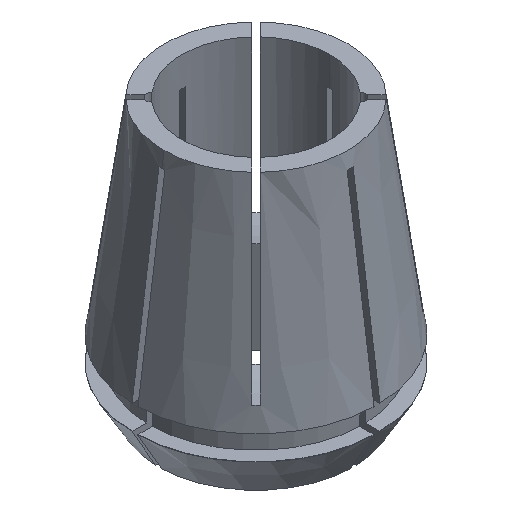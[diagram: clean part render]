
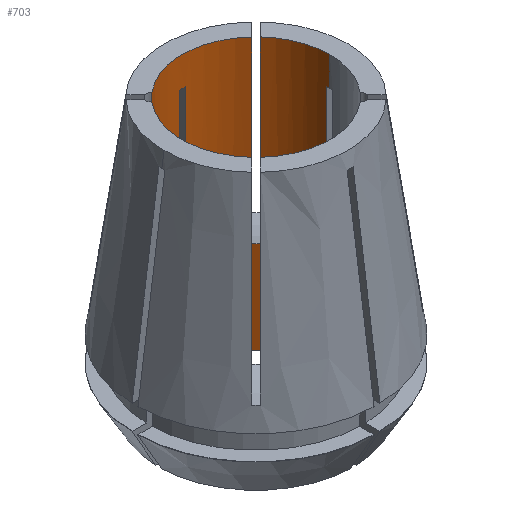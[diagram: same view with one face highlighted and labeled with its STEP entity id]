
A CAD part, isometric view. The second image highlights one B-rep face of the part: STEP entity #703.
In plain terms, the highlighted cylindrical face has radius 12.5 mm (diameter 25 mm), a partial arc.
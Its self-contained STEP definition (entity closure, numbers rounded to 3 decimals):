
#7 = VERTEX_POINT ( 'NONE', #1890 ) ;
#33 = VECTOR ( 'NONE', #904, 1000. ) ;
#58 = CARTESIAN_POINT ( 'NONE',  ( 0., 0., 0. ) ) ;
#62 = CARTESIAN_POINT ( 'NONE',  ( 12.5, 0., 0. ) ) ;
#137 = DIRECTION ( 'NONE',  ( 0., 0., -1. ) ) ;
#155 = DIRECTION ( 'NONE',  ( 0., 0., 1. ) ) ;
#194 = VERTEX_POINT ( 'NONE', #1727 ) ;
#210 = DIRECTION ( 'NONE',  ( 0., 0., 1. ) ) ;
#212 = CARTESIAN_POINT ( 'NONE',  ( 12.5, 0., -4.977 ) ) ;
#218 = CARTESIAN_POINT ( 'NONE',  ( 8.478, 9.185, -30.358 ) ) ;
#225 = VERTEX_POINT ( 'NONE', #212 ) ;
#232 = DIRECTION ( 'NONE',  ( 1., 0., 0. ) ) ;
#241 = CIRCLE ( 'NONE', #1877, 12.5 ) ;
#244 = EDGE_CURVE ( 'NONE', #1391, #1655, #241, .T. ) ;
#260 = DIRECTION ( 'NONE',  ( 1., 0., 0. ) ) ;
#265 = DIRECTION ( 'NONE',  ( 0., 0., 1. ) ) ;
#268 = VERTEX_POINT ( 'NONE', #2115 ) ;
#288 = DIRECTION ( 'NONE',  ( 1., 0., 0. ) ) ;
#289 = CARTESIAN_POINT ( 'NONE',  ( 12.5, 0.083, -4.977 ) ) ;
#304 = CARTESIAN_POINT ( 'NONE',  ( 9.073, 8.6, -30.36 ) ) ;
#357 = VECTOR ( 'NONE', #803, 1000. ) ;
#387 = CARTESIAN_POINT ( 'NONE',  ( -0.5, 12.49, -4.985 ) ) ;
#400 = CARTESIAN_POINT ( 'NONE',  ( 8.478, 9.185, 0. ) ) ;
#402 = CARTESIAN_POINT ( 'NONE',  ( 12.5, 0., -4.977 ) ) ;
#406 = LINE ( 'NONE', #1907, #357 ) ;
#418 = CARTESIAN_POINT ( 'NONE',  ( 9.185, 8.478, -30.358 ) ) ;
#434 = AXIS2_PLACEMENT_3D ( 'NONE', #58, #1604, #260 ) ;
#459 = VECTOR ( 'NONE', #1344, 1000. ) ;
#462 = CARTESIAN_POINT ( 'NONE',  ( 0.5, 12.49, -4.985 ) ) ;
#514 = ORIENTED_EDGE ( 'NONE', *, *, #1359, .T. ) ;
#545 = CARTESIAN_POINT ( 'NONE',  ( 0., 0., -46. ) ) ;
#588 = VECTOR ( 'NONE', #137, 1000. ) ;
#633 = EDGE_LOOP ( 'NONE', ( #1621, #514, #1551, #1128, #1016, #1665, #1931, #1398, #1550, #774, #751, #1547, #1154, #1318 ) ) ;
#654 = CARTESIAN_POINT ( 'NONE',  ( 0., 0., 0. ) ) ;
#698 = B_SPLINE_CURVE_WITH_KNOTS ( 'NONE', 3,
 ( #462, #966, #1964, #807 ),
 .UNSPECIFIED., .F., .F.,
 ( 4, 4 ),
 ( 0., 0.001 ),
 .UNSPECIFIED. ) ;
#703 = ADVANCED_FACE ( 'NONE', ( #762 ), #848, .F. ) ;
#751 = ORIENTED_EDGE ( 'NONE', *, *, #1566, .F. ) ;
#762 = FACE_OUTER_BOUND ( 'NONE', #633, .T. ) ;
#766 = EDGE_CURVE ( 'NONE', #2121, #1474, #406, .T. ) ;
#774 = ORIENTED_EDGE ( 'NONE', *, *, #766, .T. ) ;
#782 = CARTESIAN_POINT ( 'NONE',  ( 12.49, 0.5, -46. ) ) ;
#790 = CARTESIAN_POINT ( 'NONE',  ( 12.49, 0.5, -4.985 ) ) ;
#797 = CIRCLE ( 'NONE', #1413, 12.5 ) ;
#803 = DIRECTION ( 'NONE',  ( 0., 0., 1. ) ) ;
#807 = CARTESIAN_POINT ( 'NONE',  ( -0.5, 12.49, -4.985 ) ) ;
#809 = EDGE_CURVE ( 'NONE', #2049, #1014, #1808, .T. ) ;
#827 = CARTESIAN_POINT ( 'NONE',  ( 8.478, 9.185, 0. ) ) ;
#832 = CARTESIAN_POINT ( 'NONE',  ( 8.721, 8.957, -30.361 ) ) ;
#842 = LINE ( 'NONE', #1178, #459 ) ;
#848 = CYLINDRICAL_SURFACE ( 'NONE', #2022, 12.5 ) ;
#856 = EDGE_CURVE ( 'NONE', #1228, #7, #893, .T. ) ;
#858 = LINE ( 'NONE', #62, #2172 ) ;
#875 = CARTESIAN_POINT ( 'NONE',  ( 0., 0., 0. ) ) ;
#893 = CIRCLE ( 'NONE', #1177, 12.5 ) ;
#894 = DIRECTION ( 'NONE',  ( 0., 0., 1. ) ) ;
#904 = DIRECTION ( 'NONE',  ( 0., 0., -1. ) ) ;
#940 = CARTESIAN_POINT ( 'NONE',  ( 8.601, 9.072, -30.36 ) ) ;
#954 = CARTESIAN_POINT ( 'NONE',  ( 9.185, 8.478, 0. ) ) ;
#966 = CARTESIAN_POINT ( 'NONE',  ( 0.167, 12.503, -4.974 ) ) ;
#978 = CARTESIAN_POINT ( 'NONE',  ( 12.49, 0.5, 0. ) ) ;
#996 = EDGE_CURVE ( 'NONE', #268, #1014, #1189, .T. ) ;
#1002 = CARTESIAN_POINT ( 'NONE',  ( 9.185, 8.478, -30.358 ) ) ;
#1014 = VERTEX_POINT ( 'NONE', #1002 ) ;
#1016 = ORIENTED_EDGE ( 'NONE', *, *, #809, .F. ) ;
#1048 = DIRECTION ( 'NONE',  ( 0., 0., -1. ) ) ;
#1128 = ORIENTED_EDGE ( 'NONE', *, *, #996, .T. ) ;
#1131 = B_SPLINE_CURVE_WITH_KNOTS ( 'NONE', 3,
 ( #402, #289, #1308, #1916, #1938 ),
 .UNSPECIFIED., .F., .F.,
 ( 4, 1, 4 ),
 ( 0.079, 0.079, 0.08 ),
 .UNSPECIFIED. ) ;
#1154 = ORIENTED_EDGE ( 'NONE', *, *, #244, .F. ) ;
#1167 = VERTEX_POINT ( 'NONE', #1740 ) ;
#1177 = AXIS2_PLACEMENT_3D ( 'NONE', #654, #265, #232 ) ;
#1178 = CARTESIAN_POINT ( 'NONE',  ( 0.5, 12.49, 0. ) ) ;
#1189 = LINE ( 'NONE', #954, #33 ) ;
#1201 = EDGE_CURVE ( 'NONE', #225, #1202, #1131, .T. ) ;
#1202 = VERTEX_POINT ( 'NONE', #790 ) ;
#1227 = CARTESIAN_POINT ( 'NONE',  ( 8.957, 8.72, -30.361 ) ) ;
#1228 = VERTEX_POINT ( 'NONE', #827 ) ;
#1247 = EDGE_CURVE ( 'NONE', #1202, #1391, #1499, .T. ) ;
#1251 = EDGE_CURVE ( 'NONE', #2121, #1670, #797, .T. ) ;
#1306 = DIRECTION ( 'NONE',  ( 1., 0., 0. ) ) ;
#1308 = CARTESIAN_POINT ( 'NONE',  ( 12.498, 0.25, -4.979 ) ) ;
#1318 = ORIENTED_EDGE ( 'NONE', *, *, #1247, .F. ) ;
#1333 = VECTOR ( 'NONE', #1876, 1000. ) ;
#1344 = DIRECTION ( 'NONE',  ( 0., 0., 1. ) ) ;
#1359 = EDGE_CURVE ( 'NONE', #225, #1167, #858, .T. ) ;
#1391 = VERTEX_POINT ( 'NONE', #782 ) ;
#1398 = ORIENTED_EDGE ( 'NONE', *, *, #1899, .T. ) ;
#1413 = AXIS2_PLACEMENT_3D ( 'NONE', #2133, #2001, #1979 ) ;
#1430 = CARTESIAN_POINT ( 'NONE',  ( -8.104, 9.517, -46. ) ) ;
#1436 = CARTESIAN_POINT ( 'NONE',  ( 8.478, 9.185, -30.358 ) ) ;
#1463 = CIRCLE ( 'NONE', #434, 12.5 ) ;
#1474 = VERTEX_POINT ( 'NONE', #387 ) ;
#1499 = LINE ( 'NONE', #978, #588 ) ;
#1547 = ORIENTED_EDGE ( 'NONE', *, *, #1998, .F. ) ;
#1550 = ORIENTED_EDGE ( 'NONE', *, *, #1251, .F. ) ;
#1551 = ORIENTED_EDGE ( 'NONE', *, *, #1731, .T. ) ;
#1566 = EDGE_CURVE ( 'NONE', #194, #1474, #698, .T. ) ;
#1604 = DIRECTION ( 'NONE',  ( 0., 0., 1. ) ) ;
#1621 = ORIENTED_EDGE ( 'NONE', *, *, #1201, .F. ) ;
#1650 = LINE ( 'NONE', #1715, #1809 ) ;
#1655 = VERTEX_POINT ( 'NONE', #2135 ) ;
#1665 = ORIENTED_EDGE ( 'NONE', *, *, #2184, .F. ) ;
#1670 = VERTEX_POINT ( 'NONE', #1430 ) ;
#1715 = CARTESIAN_POINT ( 'NONE',  ( -8.104, 9.517, -23. ) ) ;
#1727 = CARTESIAN_POINT ( 'NONE',  ( 0.5, 12.49, -4.985 ) ) ;
#1731 = EDGE_CURVE ( 'NONE', #1167, #268, #1463, .T. ) ;
#1740 = CARTESIAN_POINT ( 'NONE',  ( 12.5, 0., 0. ) ) ;
#1808 = B_SPLINE_CURVE_WITH_KNOTS ( 'NONE', 3,
 ( #1436, #940, #832, #1227, #304, #418 ),
 .UNSPECIFIED., .F., .F.,
 ( 4, 2, 4 ),
 ( 0.12, 0.12, 0.121 ),
 .UNSPECIFIED. ) ;
#1809 = VECTOR ( 'NONE', #1048, 1000. ) ;
#1870 = CARTESIAN_POINT ( 'NONE',  ( -0.5, 12.49, -46. ) ) ;
#1876 = DIRECTION ( 'NONE',  ( 0., 0., -1. ) ) ;
#1877 = AXIS2_PLACEMENT_3D ( 'NONE', #545, #894, #1306 ) ;
#1890 = CARTESIAN_POINT ( 'NONE',  ( -8.104, 9.517, 0. ) ) ;
#1899 = EDGE_CURVE ( 'NONE', #7, #1670, #1650, .T. ) ;
#1907 = CARTESIAN_POINT ( 'NONE',  ( -0.5, 12.49, 0. ) ) ;
#1916 = CARTESIAN_POINT ( 'NONE',  ( 12.493, 0.417, -4.983 ) ) ;
#1931 = ORIENTED_EDGE ( 'NONE', *, *, #856, .T. ) ;
#1938 = CARTESIAN_POINT ( 'NONE',  ( 12.49, 0.5, -4.985 ) ) ;
#1943 = LINE ( 'NONE', #400, #1333 ) ;
#1964 = CARTESIAN_POINT ( 'NONE',  ( -0.167, 12.503, -4.974 ) ) ;
#1979 = DIRECTION ( 'NONE',  ( 1., 0., 0. ) ) ;
#1998 = EDGE_CURVE ( 'NONE', #1655, #194, #842, .T. ) ;
#2001 = DIRECTION ( 'NONE',  ( 0., 0., 1. ) ) ;
#2022 = AXIS2_PLACEMENT_3D ( 'NONE', #875, #155, #288 ) ;
#2049 = VERTEX_POINT ( 'NONE', #218 ) ;
#2115 = CARTESIAN_POINT ( 'NONE',  ( 9.185, 8.478, 0. ) ) ;
#2121 = VERTEX_POINT ( 'NONE', #1870 ) ;
#2133 = CARTESIAN_POINT ( 'NONE',  ( 0., 0., -46. ) ) ;
#2135 = CARTESIAN_POINT ( 'NONE',  ( 0.5, 12.49, -46. ) ) ;
#2172 = VECTOR ( 'NONE', #210, 1000. ) ;
#2184 = EDGE_CURVE ( 'NONE', #1228, #2049, #1943, .T. ) ;
